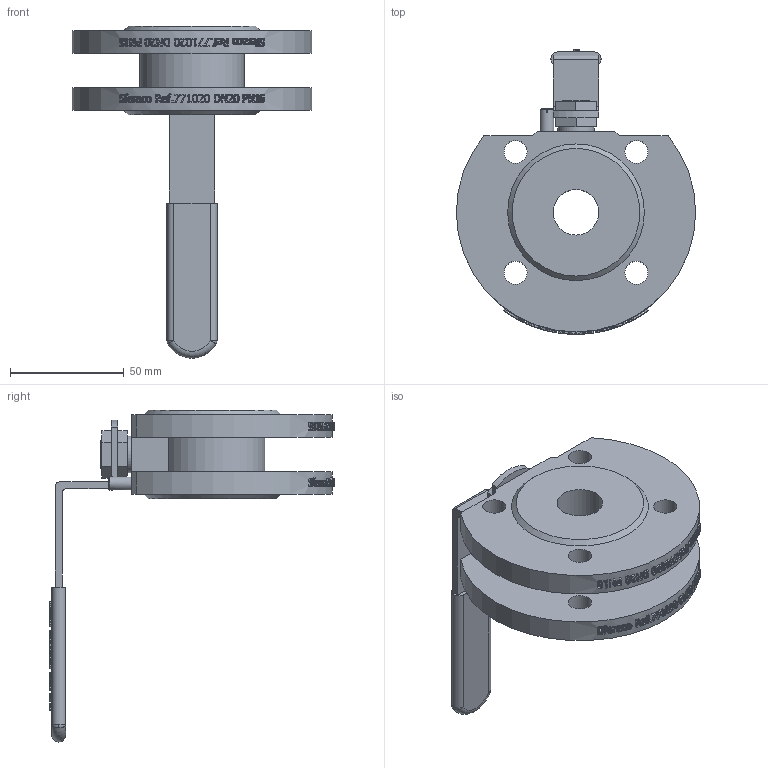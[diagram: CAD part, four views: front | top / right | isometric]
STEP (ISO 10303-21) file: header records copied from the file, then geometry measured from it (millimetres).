
FILE_DESCRIPTION(/* description */ ('771020'),/* implementation_level */ '2;1');
FILE_NAME(/* name */ '771020.stp',/* time_stamp */ '2017-05-18T14:32:59+02:00',/* author */ ('jmorand'),/* organization */ ('Sferaco'),/* preprocessor_version */ 'ST-DEVELOPER v16.5',/* originating_system */ 'Autodesk Inventor 2017',/* authorisation */ '');
FILE_SCHEMA (('AUTOMOTIVE_DESIGN { 1 0 10303 214 3 1 1 }'));
Products named in the file (1): 771020_bd
Bounding box: 105 x 125 x 145.69 mm (x, y, z)
Volume: 191681.1 mm3; surface area: 49577.3 mm2
Topology: 1 solids, 12 shells, 1301 faces, 3490 edges, 2326 vertices
Faces by surface type: bspline 596, plane 574, cylinder 117, cone 9, sphere 4, torus 1
Full cylindrical faces by diameter (mm): 4.134 x4, 6 x1, 10.106 x8, 12 x1, 12.5 x1, 16 x1, 20 x1
Entity records: 53355 total; most frequent: CARTESIAN_POINT 23178, ORIENTED_EDGE 6908, DIRECTION 4150, EDGE_CURVE 3454, VERTEX_POINT 2314, LINE 1838, VECTOR 1838, EDGE_LOOP 1460
